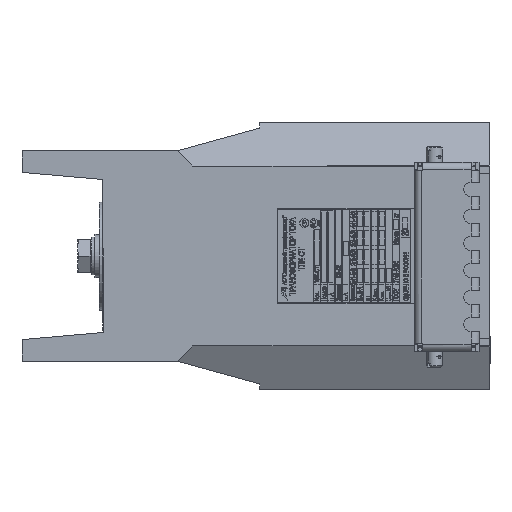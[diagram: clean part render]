
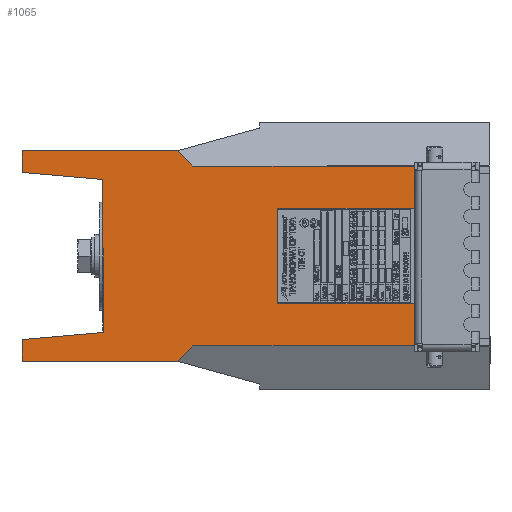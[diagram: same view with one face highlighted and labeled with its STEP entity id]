
A CAD part, left-side view. The second image highlights one B-rep face of the part: STEP entity #1065.
In plain terms, the highlighted planar face has unit normal (-1, 0, 0).
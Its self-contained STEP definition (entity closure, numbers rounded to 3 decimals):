
#1065 = ADVANCED_FACE ( 'NONE', ( #147893 ), #210581, .F. ) ;
#1767 = CARTESIAN_POINT ( 'NONE',  ( -197.5, 260., -58.437 ) ) ;
#4188 = CARTESIAN_POINT ( 'NONE',  ( -197.5, 42., -50. ) ) ;
#5374 = EDGE_CURVE ( 'NONE', #196072, #104827, #53222, .T. ) ;
#5717 = ORIENTED_EDGE ( 'NONE', *, *, #130696, .F. ) ;
#6898 = ORIENTED_EDGE ( 'NONE', *, *, #90114, .T. ) ;
#7445 = VERTEX_POINT ( 'NONE', #152094 ) ;
#9025 = CARTESIAN_POINT ( 'NONE',  ( -197.5, 118., -26.5 ) ) ;
#11169 = ORIENTED_EDGE ( 'NONE', *, *, #186455, .T. ) ;
#12128 = VECTOR ( 'NONE', #115249, 1000. ) ;
#12677 = ORIENTED_EDGE ( 'NONE', *, *, #108077, .F. ) ;
#13205 = DIRECTION ( 'NONE',  ( 0., 0., -1. ) ) ;
#16098 = CARTESIAN_POINT ( 'NONE',  ( -197.5, 215., -50. ) ) ;
#16421 = ORIENTED_EDGE ( 'NONE', *, *, #198616, .T. ) ;
#16596 = CARTESIAN_POINT ( 'NONE',  ( -197.5, 165.124, 50. ) ) ;
#16605 = CARTESIAN_POINT ( 'NONE',  ( -197.5, 173.561, -58.437 ) ) ;
#17300 = LINE ( 'NONE', #161680, #61092 ) ;
#19997 = EDGE_CURVE ( 'NONE', #118525, #196072, #117176, .T. ) ;
#24304 = ORIENTED_EDGE ( 'NONE', *, *, #70942, .F. ) ;
#30111 = ORIENTED_EDGE ( 'NONE', *, *, #123765, .F. ) ;
#31038 = VECTOR ( 'NONE', #187811, 1000. ) ;
#34308 = CARTESIAN_POINT ( 'NONE',  ( -197.5, 215., 50. ) ) ;
#35010 = LINE ( 'NONE', #45247, #40222 ) ;
#36079 = VECTOR ( 'NONE', #48588, 1000. ) ;
#37150 = VERTEX_POINT ( 'NONE', #108769 ) ;
#38373 = EDGE_CURVE ( 'NONE', #173513, #37150, #148642, .T. ) ;
#40222 = VECTOR ( 'NONE', #110818, 1000. ) ;
#41581 = VERTEX_POINT ( 'NONE', #192972 ) ;
#42327 = CARTESIAN_POINT ( 'NONE',  ( -197.5, 118., 26.5 ) ) ;
#43615 = CARTESIAN_POINT ( 'NONE',  ( -197.5, 215., -42.5 ) ) ;
#45247 = CARTESIAN_POINT ( 'NONE',  ( -197.5, 118., -26.5 ) ) ;
#45488 = CARTESIAN_POINT ( 'NONE',  ( -197.5, 42., -26.5 ) ) ;
#46437 = DIRECTION ( 'NONE',  ( 0., 0., -1. ) ) ;
#48134 = VECTOR ( 'NONE', #102209, 1000. ) ;
#48588 = DIRECTION ( 'NONE',  ( 0., 0., -1. ) ) ;
#50586 = DIRECTION ( 'NONE',  ( 0., 0., 1. ) ) ;
#50868 = DIRECTION ( 'NONE',  ( 0., -1., 0. ) ) ;
#52825 = VERTEX_POINT ( 'NONE', #111098 ) ;
#52853 = ORIENTED_EDGE ( 'NONE', *, *, #5374, .F. ) ;
#53222 = LINE ( 'NONE', #4188, #48134 ) ;
#55842 = CARTESIAN_POINT ( 'NONE',  ( -197.5, 260., 46.437 ) ) ;
#56388 = CARTESIAN_POINT ( 'NONE',  ( -197.5, 42., -26.5 ) ) ;
#61092 = VECTOR ( 'NONE', #46437, 1000. ) ;
#62071 = CARTESIAN_POINT ( 'NONE',  ( -197.5, 173.561, 58.437 ) ) ;
#64572 = VECTOR ( 'NONE', #50586, 1000. ) ;
#64777 = CARTESIAN_POINT ( 'NONE',  ( -197.5, 260., 46.437 ) ) ;
#66085 = CARTESIAN_POINT ( 'NONE',  ( -197.5, 173.561, 58.437 ) ) ;
#68102 = ORIENTED_EDGE ( 'NONE', *, *, #123193, .F. ) ;
#69316 = CARTESIAN_POINT ( 'NONE',  ( -197.5, 215., -42.5 ) ) ;
#70942 = EDGE_CURVE ( 'NONE', #7445, #126934, #162399, .T. ) ;
#71855 = VECTOR ( 'NONE', #50868, 1000. ) ;
#72032 = ORIENTED_EDGE ( 'NONE', *, *, #77420, .T. ) ;
#74101 = CARTESIAN_POINT ( 'NONE',  ( -197.5, 42., 26.5 ) ) ;
#76677 = DIRECTION ( 'NONE',  ( 0., 0.996, -0.087 ) ) ;
#77420 = EDGE_CURVE ( 'NONE', #122096, #41581, #118894, .T. ) ;
#79202 = CARTESIAN_POINT ( 'NONE',  ( -197.5, 215., 42.5 ) ) ;
#80214 = VECTOR ( 'NONE', #76677, 1000. ) ;
#84350 = CARTESIAN_POINT ( 'NONE',  ( -197.5, 260., -58.437 ) ) ;
#84612 = EDGE_LOOP ( 'NONE', ( #198782, #6898, #52853, #104111, #12677, #5717, #24304, #30111, #112039, #210818, #150783, #16421, #68102, #72032, #11169, #95170 ) ) ;
#89318 = VECTOR ( 'NONE', #116165, 1000. ) ;
#90114 = EDGE_CURVE ( 'NONE', #146108, #104827, #161364, .T. ) ;
#93467 = EDGE_CURVE ( 'NONE', #146135, #179621, #194017, .T. ) ;
#94069 = VECTOR ( 'NONE', #115303, 1000. ) ;
#95170 = ORIENTED_EDGE ( 'NONE', *, *, #38373, .T. ) ;
#98309 = CARTESIAN_POINT ( 'NONE',  ( -197.5, 42., -50. ) ) ;
#102209 = DIRECTION ( 'NONE',  ( 0., 0., -1. ) ) ;
#104111 = ORIENTED_EDGE ( 'NONE', *, *, #19997, .F. ) ;
#104827 = VERTEX_POINT ( 'NONE', #182574 ) ;
#105664 = CARTESIAN_POINT ( 'NONE',  ( -197.5, 42., 26.5 ) ) ;
#108077 = EDGE_CURVE ( 'NONE', #168287, #118525, #35010, .T. ) ;
#108769 = CARTESIAN_POINT ( 'NONE',  ( -197.5, 173.561, -58.437 ) ) ;
#110818 = DIRECTION ( 'NONE',  ( 0., 0., -1. ) ) ;
#111098 = CARTESIAN_POINT ( 'NONE',  ( -197.5, 215., 42.5 ) ) ;
#112039 = ORIENTED_EDGE ( 'NONE', *, *, #119998, .T. ) ;
#112390 = LINE ( 'NONE', #62071, #194903 ) ;
#113834 = DIRECTION ( 'NONE',  ( 0., -0.996, -0.087 ) ) ;
#114429 = CARTESIAN_POINT ( 'NONE',  ( -197.5, 165.124, -50. ) ) ;
#115249 = DIRECTION ( 'NONE',  ( 0., 0., -1. ) ) ;
#115303 = DIRECTION ( 'NONE',  ( 0., -0.707, 0.707 ) ) ;
#115538 = CARTESIAN_POINT ( 'NONE',  ( -197.5, 260., 58.437 ) ) ;
#116165 = DIRECTION ( 'NONE',  ( 0., -1., 0. ) ) ;
#117176 = LINE ( 'NONE', #56388, #145536 ) ;
#118525 = VERTEX_POINT ( 'NONE', #9025 ) ;
#118663 = LINE ( 'NONE', #105664, #31038 ) ;
#118894 = LINE ( 'NONE', #43615, #80214 ) ;
#119998 = EDGE_CURVE ( 'NONE', #208200, #146135, #112390, .T. ) ;
#121079 = CARTESIAN_POINT ( 'NONE',  ( -197.5, 215., -50. ) ) ;
#122096 = VERTEX_POINT ( 'NONE', #69316 ) ;
#123193 = EDGE_CURVE ( 'NONE', #122096, #52825, #152265, .T. ) ;
#123765 = EDGE_CURVE ( 'NONE', #208200, #7445, #198223, .T. ) ;
#126934 = VERTEX_POINT ( 'NONE', #74101 ) ;
#127733 = DIRECTION ( 'NONE',  ( 1., 0., 0. ) ) ;
#130696 = EDGE_CURVE ( 'NONE', #126934, #168287, #118663, .T. ) ;
#132746 = LINE ( 'NONE', #16605, #94069 ) ;
#140327 = VERTEX_POINT ( 'NONE', #55842 ) ;
#142633 = VECTOR ( 'NONE', #113834, 1000. ) ;
#145536 = VECTOR ( 'NONE', #171682, 1000. ) ;
#146108 = VERTEX_POINT ( 'NONE', #114429 ) ;
#146135 = VERTEX_POINT ( 'NONE', #66085 ) ;
#147893 = FACE_OUTER_BOUND ( 'NONE', #84612, .T. ) ;
#148382 = AXIS2_PLACEMENT_3D ( 'NONE', #194064, #127733, #13205 ) ;
#148642 = LINE ( 'NONE', #84350, #89318 ) ;
#148762 = LINE ( 'NONE', #64777, #12128 ) ;
#150783 = ORIENTED_EDGE ( 'NONE', *, *, #169883, .T. ) ;
#152094 = CARTESIAN_POINT ( 'NONE',  ( -197.5, 42., 50. ) ) ;
#152265 = LINE ( 'NONE', #16098, #64572 ) ;
#161364 = LINE ( 'NONE', #121079, #205238 ) ;
#161680 = CARTESIAN_POINT ( 'NONE',  ( -197.5, 260., -46.437 ) ) ;
#162399 = LINE ( 'NONE', #98309, #36079 ) ;
#165189 = DIRECTION ( 'NONE',  ( 0., 1., 0. ) ) ;
#168287 = VERTEX_POINT ( 'NONE', #42327 ) ;
#169883 = EDGE_CURVE ( 'NONE', #179621, #140327, #148762, .T. ) ;
#171682 = DIRECTION ( 'NONE',  ( 0., -1., 0. ) ) ;
#173513 = VERTEX_POINT ( 'NONE', #1767 ) ;
#179621 = VERTEX_POINT ( 'NONE', #180157 ) ;
#179694 = EDGE_CURVE ( 'NONE', #37150, #146108, #132746, .T. ) ;
#180157 = CARTESIAN_POINT ( 'NONE',  ( -197.5, 260., 58.437 ) ) ;
#182574 = CARTESIAN_POINT ( 'NONE',  ( -197.5, 42., -50. ) ) ;
#186451 = LINE ( 'NONE', #79202, #142633 ) ;
#186455 = EDGE_CURVE ( 'NONE', #41581, #173513, #17300, .T. ) ;
#186649 = DIRECTION ( 'NONE',  ( 0., -1., 0. ) ) ;
#187811 = DIRECTION ( 'NONE',  ( 0., 1., 0. ) ) ;
#188870 = VECTOR ( 'NONE', #165189, 1000. ) ;
#192972 = CARTESIAN_POINT ( 'NONE',  ( -197.5, 260., -46.437 ) ) ;
#194017 = LINE ( 'NONE', #115538, #188870 ) ;
#194064 = CARTESIAN_POINT ( 'NONE',  ( -197.5, 215., -50. ) ) ;
#194728 = DIRECTION ( 'NONE',  ( 0., 0.707, 0.707 ) ) ;
#194903 = VECTOR ( 'NONE', #194728, 1000. ) ;
#196072 = VERTEX_POINT ( 'NONE', #45488 ) ;
#198223 = LINE ( 'NONE', #34308, #71855 ) ;
#198616 = EDGE_CURVE ( 'NONE', #140327, #52825, #186451, .T. ) ;
#198782 = ORIENTED_EDGE ( 'NONE', *, *, #179694, .T. ) ;
#205238 = VECTOR ( 'NONE', #186649, 1000. ) ;
#208200 = VERTEX_POINT ( 'NONE', #16596 ) ;
#210581 = PLANE ( 'NONE',  #148382 ) ;
#210818 = ORIENTED_EDGE ( 'NONE', *, *, #93467, .T. ) ;
